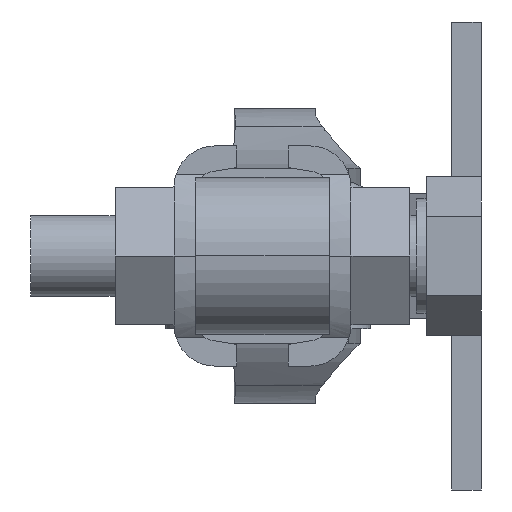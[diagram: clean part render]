
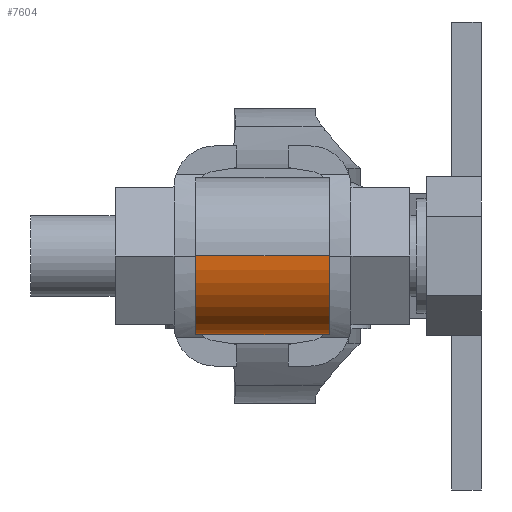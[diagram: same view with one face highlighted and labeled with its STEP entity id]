
A CAD part, left-side view. The second image highlights one B-rep face of the part: STEP entity #7604.
In plain terms, the highlighted cylindrical face has radius 4 mm (diameter 8 mm), a partial arc.
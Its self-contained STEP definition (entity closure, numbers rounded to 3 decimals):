
#193 = CIRCLE ( 'NONE', #1212, 4. ) ;
#500 = DIRECTION ( 'NONE',  ( -1., 0., 0. ) ) ;
#995 = AXIS2_PLACEMENT_3D ( 'NONE', #1258, #7361, #500 ) ;
#1019 = VERTEX_POINT ( 'NONE', #2522 ) ;
#1119 = DIRECTION ( 'NONE',  ( 0., 1., 0. ) ) ;
#1212 = AXIS2_PLACEMENT_3D ( 'NONE', #2362, #7665, #3106 ) ;
#1258 = CARTESIAN_POINT ( 'NONE',  ( -28.643, 3.35, 0. ) ) ;
#1416 = VERTEX_POINT ( 'NONE', #3675 ) ;
#2209 = CYLINDRICAL_SURFACE ( 'NONE', #995, 4. ) ;
#2245 = LINE ( 'NONE', #3413, #4251 ) ;
#2362 = CARTESIAN_POINT ( 'NONE',  ( -28.643, 7.72, 0. ) ) ;
#2420 = CARTESIAN_POINT ( 'NONE',  ( -28.643, 14.52, 0. ) ) ;
#2438 = FACE_OUTER_BOUND ( 'NONE', #8715, .T. ) ;
#2522 = CARTESIAN_POINT ( 'NONE',  ( -32.643, 7.72, 0. ) ) ;
#3027 = EDGE_CURVE ( 'NONE', #1019, #4000, #193, .T. ) ;
#3106 = DIRECTION ( 'NONE',  ( 1., 0., 0. ) ) ;
#3168 = DIRECTION ( 'NONE',  ( -1., 0., 0. ) ) ;
#3413 = CARTESIAN_POINT ( 'NONE',  ( -28.643, 3.35, -4. ) ) ;
#3589 = ORIENTED_EDGE ( 'NONE', *, *, #4297, .T. ) ;
#3675 = CARTESIAN_POINT ( 'NONE',  ( -32.643, 14.52, 0. ) ) ;
#3788 = CARTESIAN_POINT ( 'NONE',  ( -28.643, 14.52, -4. ) ) ;
#3906 = CIRCLE ( 'NONE', #3966, 4. ) ;
#3966 = AXIS2_PLACEMENT_3D ( 'NONE', #2420, #7735, #3168 ) ;
#4000 = VERTEX_POINT ( 'NONE', #4432 ) ;
#4251 = VECTOR ( 'NONE', #1119, 1000. ) ;
#4297 = EDGE_CURVE ( 'NONE', #1019, #1416, #8185, .T. ) ;
#4432 = CARTESIAN_POINT ( 'NONE',  ( -28.643, 7.72, -4. ) ) ;
#4950 = EDGE_CURVE ( 'NONE', #7804, #1416, #3906, .T. ) ;
#5040 = ORIENTED_EDGE ( 'NONE', *, *, #4950, .F. ) ;
#6104 = EDGE_CURVE ( 'NONE', #4000, #7804, #2245, .T. ) ;
#6180 = VECTOR ( 'NONE', #7036, 1000. ) ;
#7036 = DIRECTION ( 'NONE',  ( 0., 1., 0. ) ) ;
#7361 = DIRECTION ( 'NONE',  ( 0., 1., 0. ) ) ;
#7604 = ADVANCED_FACE ( 'NONE', ( #2438 ), #2209, .T. ) ;
#7665 = DIRECTION ( 'NONE',  ( 0., -1., 0. ) ) ;
#7735 = DIRECTION ( 'NONE',  ( 0., 1., 0. ) ) ;
#7804 = VERTEX_POINT ( 'NONE', #3788 ) ;
#8153 = ORIENTED_EDGE ( 'NONE', *, *, #6104, .F. ) ;
#8185 = LINE ( 'NONE', #9270, #6180 ) ;
#8715 = EDGE_LOOP ( 'NONE', ( #9108, #3589, #5040, #8153 ) ) ;
#9108 = ORIENTED_EDGE ( 'NONE', *, *, #3027, .F. ) ;
#9270 = CARTESIAN_POINT ( 'NONE',  ( -32.643, 3.35, 0. ) ) ;
